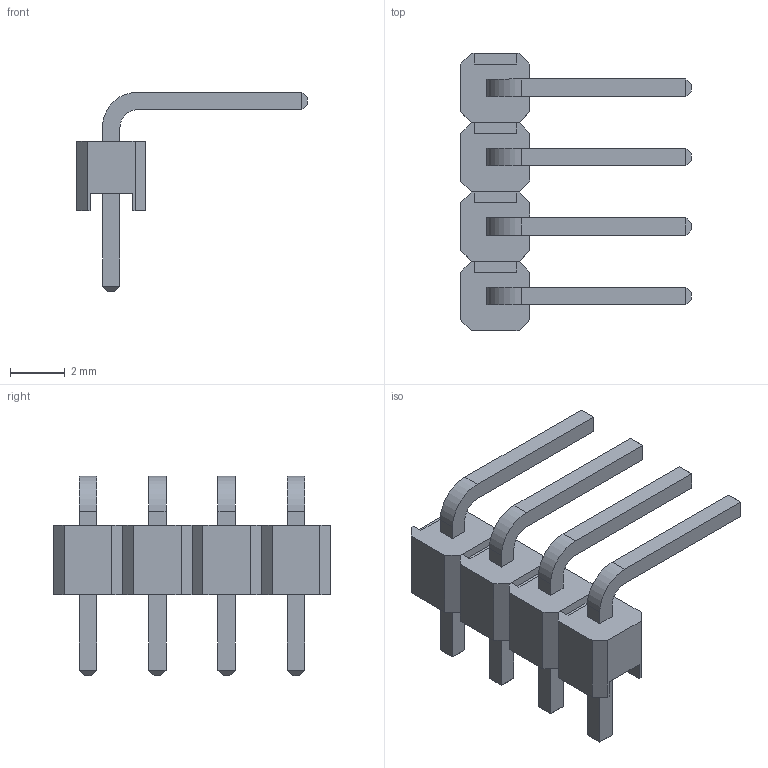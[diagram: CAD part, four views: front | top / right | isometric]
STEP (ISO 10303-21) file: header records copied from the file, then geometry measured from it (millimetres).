
FILE_DESCRIPTION(/* description */ ('FreeCAD Model'),/* implementation_level */ '2;1');
FILE_NAME(/* name */ '4Pin.stp',/* time_stamp */ '2022-08-03T17:27:17-05:00',/* author */ ('Tecneu'),/* organization */ (''),/* preprocessor_version */ 'ST-DEVELOPER v18.1',/* originating_system */ 'Autodesk Inventor 2021',/* authorisation */ 'Unknown');
FILE_SCHEMA (('AUTOMOTIVE_DESIGN { 1 0 10303 214 3 1 1 }'));
Length unit declared in the file: millimetre
Products named in the file (5): 4Pin; Fusion; Fusion001; Fusion002; Fusion003
Assembly tree (4 placements, depth 2):
  4Pin
    Fusion
    Fusion001
    Fusion002
    Fusion003
Bounding box: 8.45 x 10.16 x 7.3 mm (x, y, z)
Volume: 70.6 mm3; surface area: 267.3 mm2
Topology: 4 solids, 4 shells, 160 faces, 400 edges, 256 vertices
Faces by surface type: plane 152, cylinder 8
Entity records: 5057 total; most frequent: CARTESIAN_POINT 825, ORIENTED_EDGE 800, DIRECTION 754, EDGE_CURVE 400, LINE 384, VECTOR 384, VERTEX_POINT 256, AXIS2_PLACEMENT_3D 185
